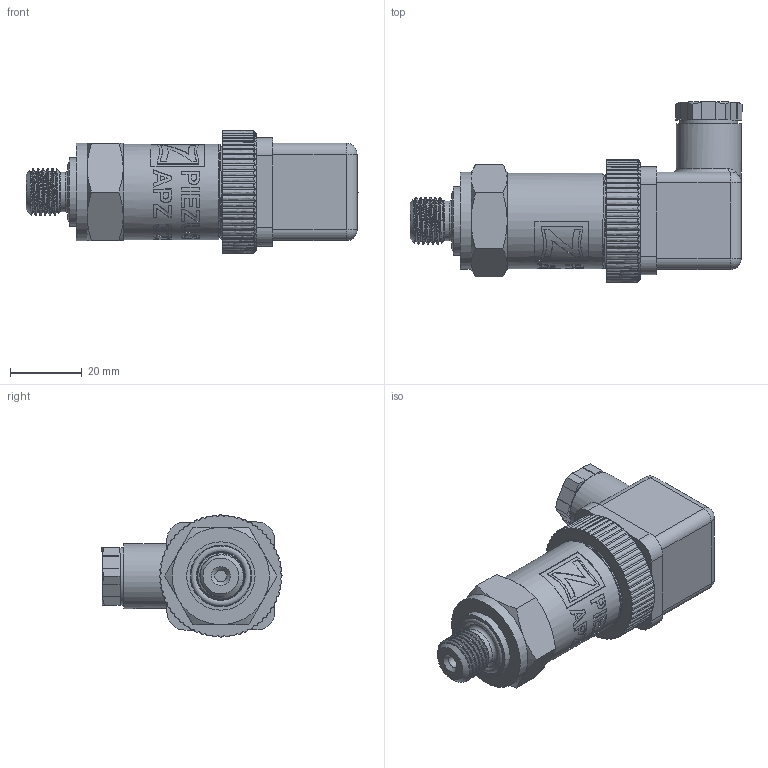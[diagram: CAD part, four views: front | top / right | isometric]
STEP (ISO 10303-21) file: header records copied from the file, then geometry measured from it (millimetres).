
FILE_DESCRIPTION(/* description */ (''),/* implementation_level */ '2;1');
FILE_NAME(/* name */ 'APZ3230_G1''4DIN_DIN43650A.step',/* time_stamp */ '2021-06-24T09:52:00+03:00',/* author */ (''),/* organization */ (''),/* preprocessor_version */ 'ST-DEVELOPER v18.1',/* originating_system */ 'Autodesk Translation Framework v10.9.0.1377',/* authorisation */ '');
FILE_SCHEMA (('AUTOMOTIVE_DESIGN { 1 0 10303 214 3 1 1 }'));
Length unit declared in the file: millimetre
Products named in the file (5): APZ3230_G1'4DIN_DIN43650A; G 1/4 DIN; OMAL nut M27x1.5 v8; DIN 43650A female part 28 mm high v4; DIN 43650A male Hirshmann round base v3
Assembly tree (4 placements, depth 2):
  APZ3230_G1'4DIN_DIN43650A
    G 1/4 DIN
    OMAL nut M27x1.5 v8
    DIN 43650A female part 28 mm high v4
    DIN 43650A male Hirshmann round base v3
Bounding box: 92.25 x 50.02 x 34 mm (x, y, z)
Volume: 58168.1 mm3; surface area: 19961.9 mm2
Topology: 5 solids, 5 shells, 1387 faces, 3797 edges, 2514 vertices
Faces by surface type: plane 563, bspline 562, cylinder 203, cone 35, torus 18, sphere 6
Full cylindrical faces by diameter (mm): 1.6 x4, 1.65 x4, 2 x1, 2.2 x1, 2.537 x16, 2.579 x1, 2.938 x11, 3.2 x1, 3.3 x1, 5 x1, 6 x1, 7.8 x1, 8 x1, 10 x1, 11 x1, 11.445 x5, 16 x1, 16.7 x1, 18 x1, 19 x1, 21 x1, 21.4 x2, 22 x1, 22.4 x1, 24.4 x1, 25.132 x4, 25.526 x4, 26.5 x5, 27 x1, 27.208 x5
Entity records: 91287 total; most frequent: CARTESIAN_POINT 59205, ORIENTED_EDGE 7590, DIRECTION 4849, EDGE_CURVE 3795, VERTEX_POINT 2514, LINE 2017, VECTOR 2017, EDGE_LOOP 1503
